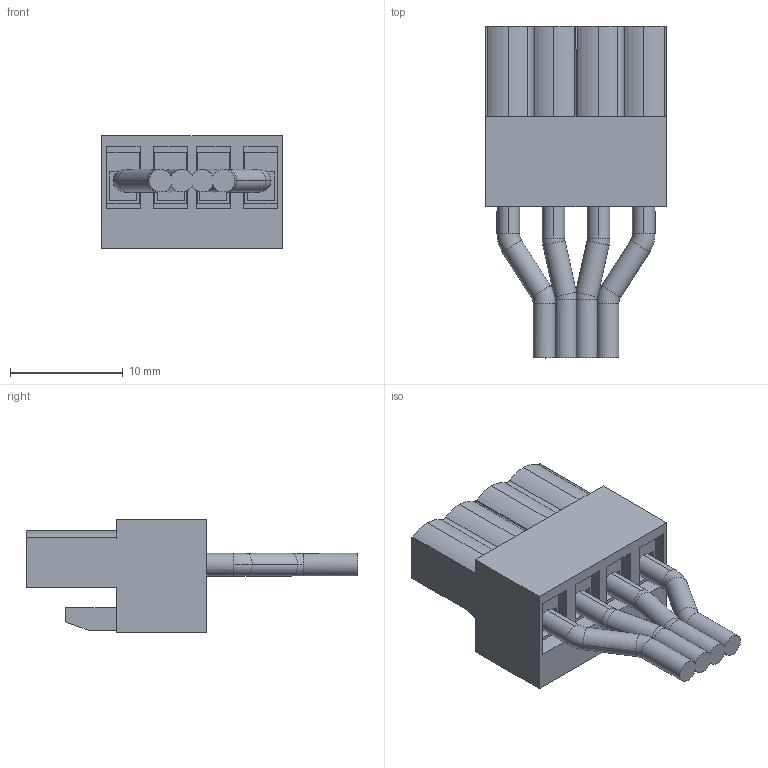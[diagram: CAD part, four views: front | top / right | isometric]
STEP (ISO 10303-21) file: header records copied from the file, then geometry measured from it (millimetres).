
FILE_DESCRIPTION (( 'STEP AP214' ), '1' );
FILE_NAME ('42 stepper motor_connect.step', '2016-10-28T06:56:52', ( 'dell' ), ( '' ), 'SwSTEP 2.0', 'SolidWorks 2013', '' );
FILE_SCHEMA (( 'AUTOMOTIVE_DESIGN' ));
Length unit declared in the file: millimetre
Products named in the file (1): 42 stepper motor_connect
Bounding box: 16 x 29.41 x 10 mm (x, y, z)
Volume: 1686 mm3; surface area: 2727.9 mm2
Topology: 1 solids, 1 shells, 175 faces, 459 edges, 294 vertices
Faces by surface type: plane 98, cylinder 53, torus 16, cone 8
Entity records: 7394 total; most frequent: CARTESIAN_POINT 1005, DIRECTION 946, ORIENTED_EDGE 918, EDGE_CURVE 459, AXIS2_PLACEMENT_3D 327, VERTEX_POINT 294, VECTOR 292, LINE 292
